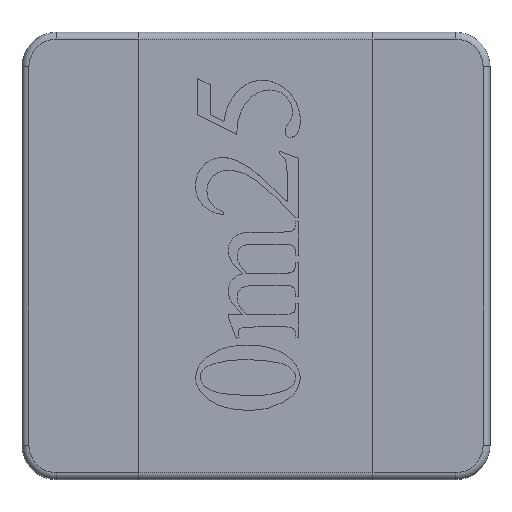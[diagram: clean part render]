
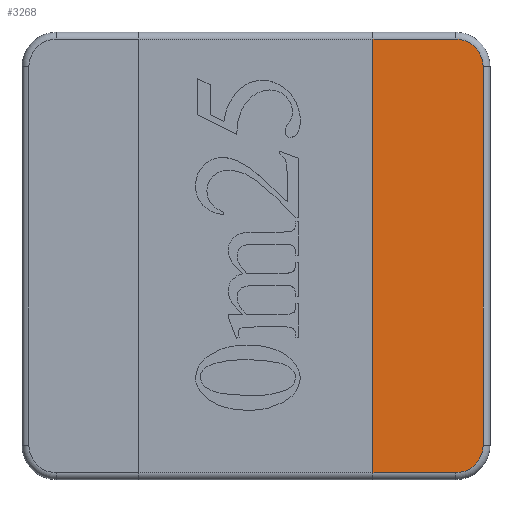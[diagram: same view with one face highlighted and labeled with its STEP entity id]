
A CAD part, top view. The second image highlights one B-rep face of the part: STEP entity #3268.
In plain terms, the highlighted planar face has unit normal (0, 0, 1).
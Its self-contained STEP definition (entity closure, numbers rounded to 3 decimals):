
#61=CIRCLE('',#3404,0.4);
#65=CIRCLE('',#3410,0.4);
#565=FACE_OUTER_BOUND('',#749,.T.);
#749=EDGE_LOOP('',(#2966,#2967,#2968,#2969,#2970,#2971));
#986=LINE('',#6475,#1236);
#987=LINE('',#6486,#1237);
#989=LINE('',#6498,#1239);
#997=LINE('',#6511,#1247);
#1236=VECTOR('',#3837,10.);
#1237=VECTOR('',#3850,10.);
#1239=VECTOR('',#3864,10.);
#1247=VECTOR('',#3882,10.);
#1552=VERTEX_POINT('',#6468);
#1555=VERTEX_POINT('',#6473);
#1557=VERTEX_POINT('',#6478);
#1559=VERTEX_POINT('',#6484);
#1561=VERTEX_POINT('',#6490);
#1563=VERTEX_POINT('',#6496);
#2016=EDGE_CURVE('',#1555,#1552,#986,.T.);
#2018=EDGE_CURVE('',#1557,#1555,#61,.T.);
#2021=EDGE_CURVE('',#1559,#1557,#987,.T.);
#2024=EDGE_CURVE('',#1561,#1559,#65,.T.);
#2027=EDGE_CURVE('',#1563,#1561,#989,.T.);
#2035=EDGE_CURVE('',#1563,#1552,#997,.T.);
#2966=ORIENTED_EDGE('',*,*,#2027,.F.);
#2967=ORIENTED_EDGE('',*,*,#2035,.T.);
#2968=ORIENTED_EDGE('',*,*,#2016,.F.);
#2969=ORIENTED_EDGE('',*,*,#2018,.F.);
#2970=ORIENTED_EDGE('',*,*,#2021,.F.);
#2971=ORIENTED_EDGE('',*,*,#2024,.F.);
#3101=PLANE('',#3420);
#3268=ADVANCED_FACE('',(#565),#3101,.T.);
#3404=AXIS2_PLACEMENT_3D('',#6480,#3842,#3843);
#3410=AXIS2_PLACEMENT_3D('',#6492,#3856,#3857);
#3420=AXIS2_PLACEMENT_3D('',#6513,#3885,#3886);
#3837=DIRECTION('',(-1.,0.,0.));
#3842=DIRECTION('center_axis',(0.,0.,-1.));
#3843=DIRECTION('ref_axis',(0.707,-0.707,0.));
#3850=DIRECTION('',(0.,-1.,0.));
#3856=DIRECTION('center_axis',(0.,0.,-1.));
#3857=DIRECTION('ref_axis',(0.707,0.707,0.));
#3864=DIRECTION('',(1.,0.,0.));
#3882=DIRECTION('',(0.,-1.,0.));
#3885=DIRECTION('center_axis',(0.,0.,1.));
#3886=DIRECTION('ref_axis',(1.,0.,0.));
#6468=CARTESIAN_POINT('',(1.7,-3.15,1.2));
#6473=CARTESIAN_POINT('',(2.9,-3.15,1.2));
#6475=CARTESIAN_POINT('',(-1.7,-3.15,1.2));
#6478=CARTESIAN_POINT('',(3.3,-2.75,1.2));
#6480=CARTESIAN_POINT('Origin',(2.9,-2.75,1.2));
#6484=CARTESIAN_POINT('',(3.3,2.75,1.2));
#6486=CARTESIAN_POINT('',(3.3,-1.625,1.2));
#6490=CARTESIAN_POINT('',(2.9,3.15,1.2));
#6492=CARTESIAN_POINT('Origin',(2.9,2.75,1.2));
#6496=CARTESIAN_POINT('',(1.7,3.15,1.2));
#6498=CARTESIAN_POINT('',(1.7,3.15,1.2));
#6511=CARTESIAN_POINT('',(1.7,-1.625,1.2));
#6513=CARTESIAN_POINT('Origin',(0.,0.,
1.2));
